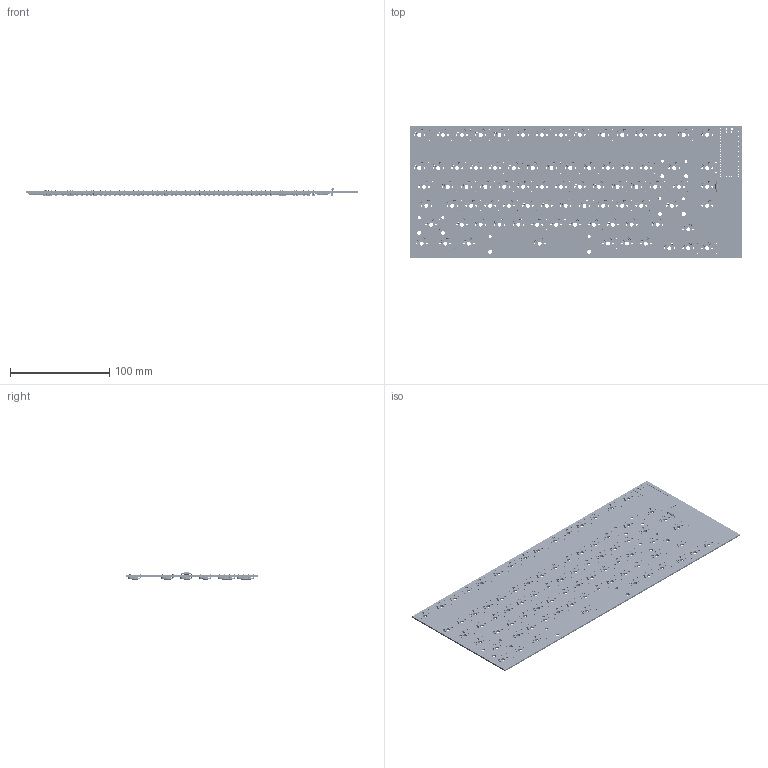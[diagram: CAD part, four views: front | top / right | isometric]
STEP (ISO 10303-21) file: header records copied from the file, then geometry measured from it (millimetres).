
FILE_DESCRIPTION(('KiCad electronic assembly'),'2;1');
FILE_NAME('pcb.step','2025-06-27T19:42:59',('Pcbnew'),('Kicad'), 'Open CASCADE STEP processor 7.8','KiCad to STEP converter','Unknown' );
FILE_SCHEMA(('AUTOMOTIVE_DESIGN { 1 0 10303 214 1 1 1 1 }'));
Length unit declared in the file: millimetre
Products named in the file (6): pcb 1; D_DO-41_SOD81_P10.16mm_Horizontal; MX-Hotswap-Socket; Kailh Socket v12; hackpad_v2_PCB
Assembly tree (167 placements, depth 3):
  pcb 1
    D_DO-41_SOD81_P10.16mm_Horizontal  x82
      D_DO-41_SOD81_P10.16mm_Horizontal
    MX-Hotswap-Socket  x82
      Kailh Socket v12
    hackpad_v2_PCB
Bounding box: 335.04 x 132.67 x 8.12 mm (x, y, z)
Volume: 77381.9 mm3; surface area: 120461.8 mm2
Topology: 165 solids, 165 shells, 21225 faces, 55387 edges, 35312 vertices
Faces by surface type: plane 11896, cylinder 7197, cone 1640, torus 492
Full cylindrical faces by diameter (mm): 0.8 x328, 1.02 x43, 1.1 x164, 1.5 x2, 1.702 x164, 1.8 x2, 2.7 x164, 2.72 x82, 2.9 x164, 3 x164, 3.048 x8, 3.988 x90
Entity records: 35202 total; most frequent: DIRECTION 6108, CARTESIAN_POINT 5606, ORIENTED_EDGE 5150, EDGE_CURVE 2575, AXIS2_PLACEMENT_3D 2507, FACE_BOUND 2182, EDGE_LOOP 2182, VERTEX_POINT 1697
